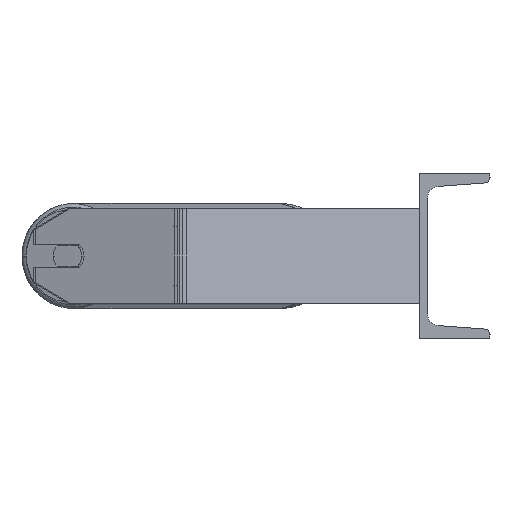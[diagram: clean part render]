
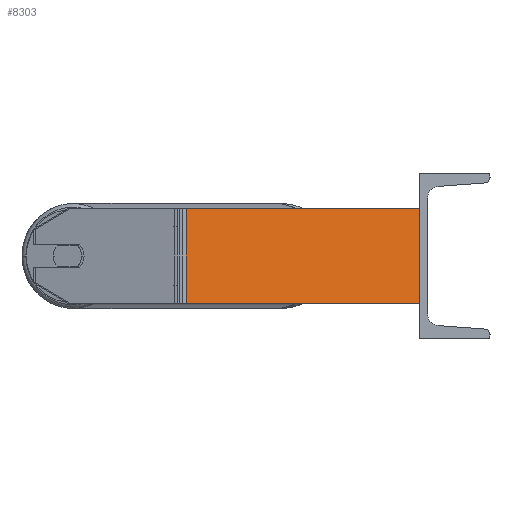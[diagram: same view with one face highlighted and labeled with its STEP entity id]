
A CAD part, left-side view. The second image highlights one B-rep face of the part: STEP entity #8303.
In plain terms, the highlighted planar face has unit normal (-0.94, -0.342, 0).
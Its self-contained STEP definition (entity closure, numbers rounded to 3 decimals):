
#82 = DIRECTION ( 'NONE',  ( 0.342, -0.94, 0. ) ) ;
#299 = CARTESIAN_POINT ( 'NONE',  ( -1056.923, 197.606, -40. ) ) ;
#349 = DIRECTION ( 'NONE',  ( -0.342, 0.94, 0. ) ) ;
#432 = VERTEX_POINT ( 'NONE', #7899 ) ;
#1417 = VERTEX_POINT ( 'NONE', #299 ) ;
#1444 = CARTESIAN_POINT ( 'NONE',  ( -1056.923, 197.606, 40. ) ) ;
#1597 = EDGE_LOOP ( 'NONE', ( #6526, #6113, #6207, #8675 ) ) ;
#1651 = LINE ( 'NONE', #4567, #4064 ) ;
#1749 = CARTESIAN_POINT ( 'NONE',  ( -1058.648, 202.346, -40. ) ) ;
#1920 = DIRECTION ( 'NONE',  ( 0., 0., -1. ) ) ;
#2188 = LINE ( 'NONE', #7718, #8178 ) ;
#2408 = EDGE_CURVE ( 'NONE', #1417, #4000, #8089, .T. ) ;
#2456 = VERTEX_POINT ( 'NONE', #1444 ) ;
#2608 = AXIS2_PLACEMENT_3D ( 'NONE', #6722, #3822, #349 ) ;
#2748 = EDGE_CURVE ( 'NONE', #2456, #1417, #8279, .T. ) ;
#3822 = DIRECTION ( 'NONE',  ( 0.94, 0.342, 0. ) ) ;
#3876 = DIRECTION ( 'NONE',  ( 0., 0., -1. ) ) ;
#4000 = VERTEX_POINT ( 'NONE', #5774 ) ;
#4064 = VECTOR ( 'NONE', #3876, 1000. ) ;
#4560 = PLANE ( 'NONE',  #2608 ) ;
#4567 = CARTESIAN_POINT ( 'NONE',  ( -985., 0., 40. ) ) ;
#5071 = VECTOR ( 'NONE', #1920, 1000. ) ;
#5261 = EDGE_CURVE ( 'NONE', #2456, #432, #2188, .T. ) ;
#5774 = CARTESIAN_POINT ( 'NONE',  ( -985., 0., -40. ) ) ;
#6113 = ORIENTED_EDGE ( 'NONE', *, *, #7315, .F. ) ;
#6207 = ORIENTED_EDGE ( 'NONE', *, *, #5261, .F. ) ;
#6526 = ORIENTED_EDGE ( 'NONE', *, *, #2408, .T. ) ;
#6722 = CARTESIAN_POINT ( 'NONE',  ( -1058.648, 202.346, 40. ) ) ;
#6775 = FACE_OUTER_BOUND ( 'NONE', #1597, .T. ) ;
#7315 = EDGE_CURVE ( 'NONE', #432, #4000, #1651, .T. ) ;
#7554 = CARTESIAN_POINT ( 'NONE',  ( -1056.923, 197.606, 40. ) ) ;
#7718 = CARTESIAN_POINT ( 'NONE',  ( -1058.648, 202.346, 40. ) ) ;
#7899 = CARTESIAN_POINT ( 'NONE',  ( -985., 0., 40. ) ) ;
#8089 = LINE ( 'NONE', #1749, #8337 ) ;
#8178 = VECTOR ( 'NONE', #82, 1000. ) ;
#8190 = DIRECTION ( 'NONE',  ( 0.342, -0.94, 0. ) ) ;
#8279 = LINE ( 'NONE', #7554, #5071 ) ;
#8303 = ADVANCED_FACE ( 'NONE', ( #6775 ), #4560, .F. ) ;
#8337 = VECTOR ( 'NONE', #8190, 1000. ) ;
#8675 = ORIENTED_EDGE ( 'NONE', *, *, #2748, .T. ) ;
